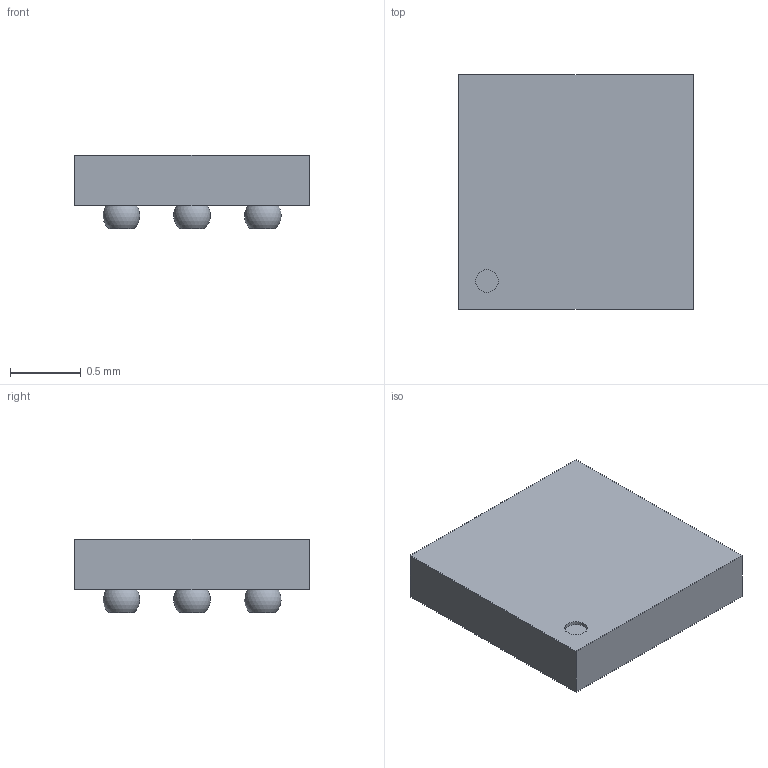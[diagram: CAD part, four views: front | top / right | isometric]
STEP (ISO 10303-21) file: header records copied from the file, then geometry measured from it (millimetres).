
FILE_DESCRIPTION(('FreeCAD Model'),'2;1');
FILE_NAME('${KIPRJMOD}TS4231.step', '2020-05-08T00:42:45',('kicad StepUp'),('ksu MCAD'), 'Open CASCADE STEP processor 7.3','FreeCAD','Unknown');
FILE_SCHEMA(('AUTOMOTIVE_DESIGN_CC2 { 1 2 10303 214 -1 1 5 4 }'));
Length unit declared in the file: millimetre
Products named in the file (1): TS4231
Bounding box: 1.66 x 1.66 x 0.52 mm (x, y, z)
Volume: 1.1 mm3; surface area: 9.8 mm2
Topology: 10 solids, 10 shells, 26 faces, 42 edges, 28 vertices
Faces by surface type: plane 16, sphere 9, cylinder 1
Full cylindrical faces by diameter (mm): 0.16 x1
Entity records: 738 total; most frequent: DIRECTION 107, CARTESIAN_POINT 88, ORIENTED_EDGE 66, AXIS2_PLACEMENT_3D 47, EDGE_CURVE 33, VERTEX_POINT 28, FACE_BOUND 27, EDGE_LOOP 27
